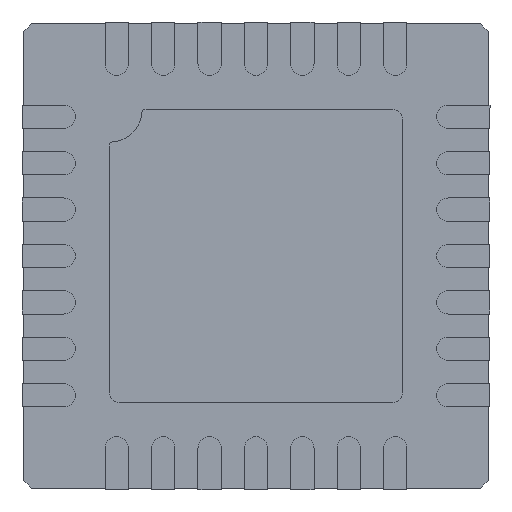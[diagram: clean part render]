
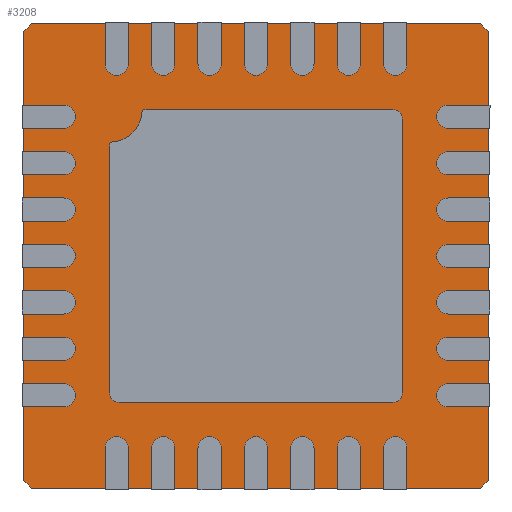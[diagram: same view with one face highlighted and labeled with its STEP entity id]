
A CAD part, front view. The second image highlights one B-rep face of the part: STEP entity #3208.
In plain terms, the highlighted planar face has unit normal (0, -1, 0).
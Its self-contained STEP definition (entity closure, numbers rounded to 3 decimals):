
#190 = EDGE_CURVE ( 'NONE', #6505, #8113, #4036, .T. ) ;
#255 = LINE ( 'NONE', #2759, #3525 ) ;
#366 = CARTESIAN_POINT ( 'NONE',  ( 2.5, 0.02, 2.5 ) ) ;
#533 = FACE_OUTER_BOUND ( 'NONE', #2462, .T. ) ;
#682 = EDGE_CURVE ( 'NONE', #6505, #5762, #7000, .T. ) ;
#833 = ORIENTED_EDGE ( 'NONE', *, *, #2279, .F. ) ;
#871 = DIRECTION ( 'NONE',  ( -1., 0., 0. ) ) ;
#1212 = CARTESIAN_POINT ( 'NONE',  ( -2.5, 0.02, 2.42 ) ) ;
#1384 = EDGE_CURVE ( 'NONE', #2060, #6608, #255, .T. ) ;
#1603 = DIRECTION ( 'NONE',  ( 0., 0., 1. ) ) ;
#1712 = CARTESIAN_POINT ( 'NONE',  ( 2.5, 0.02, 2.42 ) ) ;
#1755 = VECTOR ( 'NONE', #4413, 1000. ) ;
#1862 = DIRECTION ( 'NONE',  ( -0.707, 0., -0.707 ) ) ;
#1953 = LINE ( 'NONE', #5095, #1755 ) ;
#1994 = ORIENTED_EDGE ( 'NONE', *, *, #7043, .T. ) ;
#2060 = VERTEX_POINT ( 'NONE', #4669 ) ;
#2279 = EDGE_CURVE ( 'NONE', #3809, #5762, #3337, .T. ) ;
#2331 = DIRECTION ( 'NONE',  ( 0., 0., -1. ) ) ;
#2462 = EDGE_LOOP ( 'NONE', ( #6321, #1994, #3070, #5389, #833, #7399, #7933, #6863 ) ) ;
#2548 = EDGE_CURVE ( 'NONE', #2060, #7592, #3434, .T. ) ;
#2759 = CARTESIAN_POINT ( 'NONE',  ( -2.5, 0.02, 2.5 ) ) ;
#2898 = PLANE ( 'NONE',  #6162 ) ;
#3070 = ORIENTED_EDGE ( 'NONE', *, *, #190, .F. ) ;
#3151 = VECTOR ( 'NONE', #2331, 1000. ) ;
#3208 = ADVANCED_FACE ( 'NONE', ( #533 ), #2898, .F. ) ;
#3310 = CARTESIAN_POINT ( 'NONE',  ( 2.5, 0.02, -2.42 ) ) ;
#3337 = LINE ( 'NONE', #366, #3151 ) ;
#3415 = EDGE_CURVE ( 'NONE', #3809, #6608, #1953, .T. ) ;
#3434 = LINE ( 'NONE', #1212, #5359 ) ;
#3525 = VECTOR ( 'NONE', #7274, 1000. ) ;
#3561 = VECTOR ( 'NONE', #5811, 1000. ) ;
#3804 = CARTESIAN_POINT ( 'NONE',  ( -2.5, 0.02, -2.42 ) ) ;
#3809 = VERTEX_POINT ( 'NONE', #1712 ) ;
#4036 = LINE ( 'NONE', #4113, #7088 ) ;
#4113 = CARTESIAN_POINT ( 'NONE',  ( -2.5, 0.02, -2.5 ) ) ;
#4246 = CARTESIAN_POINT ( 'NONE',  ( -2.42, 0.02, -2.5 ) ) ;
#4408 = LINE ( 'NONE', #7799, #5935 ) ;
#4413 = DIRECTION ( 'NONE',  ( -0.707, 0., 0.707 ) ) ;
#4669 = CARTESIAN_POINT ( 'NONE',  ( -2.42, 0.02, 2.5 ) ) ;
#4876 = DIRECTION ( 'NONE',  ( 0.707, 0., -0.707 ) ) ;
#5095 = CARTESIAN_POINT ( 'NONE',  ( 2.42, 0.02, 2.5 ) ) ;
#5155 = CARTESIAN_POINT ( 'NONE',  ( 2.5, 0.02, -2.42 ) ) ;
#5214 = DIRECTION ( 'NONE',  ( 0., 0., 1. ) ) ;
#5359 = VECTOR ( 'NONE', #1862, 1000. ) ;
#5389 = ORIENTED_EDGE ( 'NONE', *, *, #682, .T. ) ;
#5400 = CARTESIAN_POINT ( 'NONE',  ( -2.5, 0.02, 2.42 ) ) ;
#5477 = EDGE_CURVE ( 'NONE', #7345, #7592, #4408, .T. ) ;
#5501 = DIRECTION ( 'NONE',  ( 0., 1., 0. ) ) ;
#5762 = VERTEX_POINT ( 'NONE', #3310 ) ;
#5811 = DIRECTION ( 'NONE',  ( 0.707, 0., 0.707 ) ) ;
#5935 = VECTOR ( 'NONE', #5214, 1000. ) ;
#6162 = AXIS2_PLACEMENT_3D ( 'NONE', #7425, #5501, #1603 ) ;
#6173 = CARTESIAN_POINT ( 'NONE',  ( 2.42, 0.02, -2.5 ) ) ;
#6321 = ORIENTED_EDGE ( 'NONE', *, *, #5477, .F. ) ;
#6385 = CARTESIAN_POINT ( 'NONE',  ( -2.42, 0.02, -2.5 ) ) ;
#6505 = VERTEX_POINT ( 'NONE', #6173 ) ;
#6608 = VERTEX_POINT ( 'NONE', #7493 ) ;
#6863 = ORIENTED_EDGE ( 'NONE', *, *, #2548, .T. ) ;
#7000 = LINE ( 'NONE', #5155, #3561 ) ;
#7043 = EDGE_CURVE ( 'NONE', #7345, #8113, #7692, .T. ) ;
#7088 = VECTOR ( 'NONE', #871, 1000. ) ;
#7274 = DIRECTION ( 'NONE',  ( 1., 0., 0. ) ) ;
#7345 = VERTEX_POINT ( 'NONE', #3804 ) ;
#7399 = ORIENTED_EDGE ( 'NONE', *, *, #3415, .T. ) ;
#7425 = CARTESIAN_POINT ( 'NONE',  ( -19.284, 0.02, 0. ) ) ;
#7487 = VECTOR ( 'NONE', #4876, 1000. ) ;
#7493 = CARTESIAN_POINT ( 'NONE',  ( 2.42, 0.02, 2.5 ) ) ;
#7592 = VERTEX_POINT ( 'NONE', #5400 ) ;
#7692 = LINE ( 'NONE', #4246, #7487 ) ;
#7799 = CARTESIAN_POINT ( 'NONE',  ( -2.5, 0.02, 2.5 ) ) ;
#7933 = ORIENTED_EDGE ( 'NONE', *, *, #1384, .F. ) ;
#8113 = VERTEX_POINT ( 'NONE', #6385 ) ;
